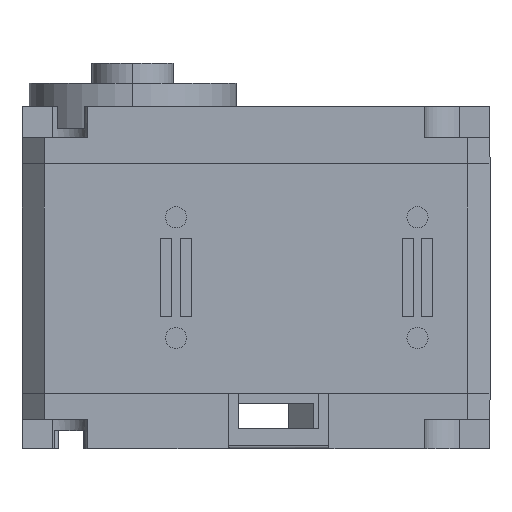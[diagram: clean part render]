
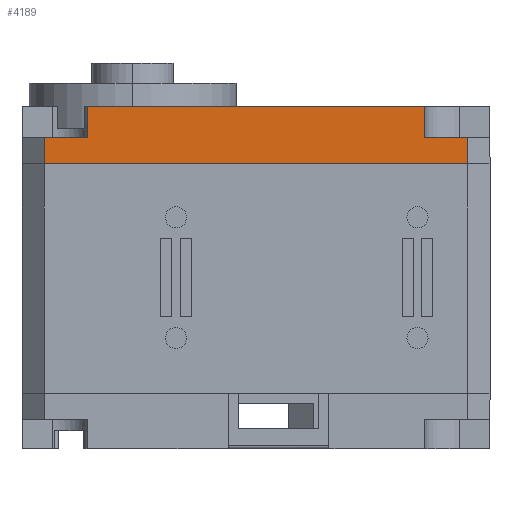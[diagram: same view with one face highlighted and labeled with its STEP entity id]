
A CAD part, left-side view. The second image highlights one B-rep face of the part: STEP entity #4189.
In plain terms, the highlighted planar face has unit normal (-1, 0, 0).
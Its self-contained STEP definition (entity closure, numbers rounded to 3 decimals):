
#265 = CARTESIAN_POINT ( 'NONE',  ( -14.5, -6.5, 5.7 ) ) ;
#374 = LINE ( 'NONE', #6701, #942 ) ;
#396 = VECTOR ( 'NONE', #7320, 1000. ) ;
#824 = CARTESIAN_POINT ( 'NONE',  ( -14.5, -2.2, 0. ) ) ;
#888 = EDGE_CURVE ( 'NONE', #8934, #8899, #14003, .T. ) ;
#942 = VECTOR ( 'NONE', #5534, 1000. ) ;
#1291 = ORIENTED_EDGE ( 'NONE', *, *, #3057, .T. ) ;
#2113 = CARTESIAN_POINT ( 'NONE',  ( -14.5, -6.5, -9.192 ) ) ;
#2192 = LINE ( 'NONE', #2113, #15829 ) ;
#2331 = EDGE_CURVE ( 'NONE', #8934, #10701, #374, .T. ) ;
#2748 = DIRECTION ( 'NONE',  ( 0., 1., 0. ) ) ;
#3057 = EDGE_CURVE ( 'NONE', #10400, #13901, #6126, .T. ) ;
#3358 = CARTESIAN_POINT ( 'NONE',  ( -14.5, -2.2, 5.7 ) ) ;
#3371 = CARTESIAN_POINT ( 'NONE',  ( -14.5, -2.2, 2.6 ) ) ;
#3797 = LINE ( 'NONE', #6574, #15181 ) ;
#3845 = PLANE ( 'NONE',  #5857 ) ;
#4004 = LINE ( 'NONE', #14575, #4062 ) ;
#4062 = VECTOR ( 'NONE', #10555, 1000. ) ;
#4127 = DIRECTION ( 'NONE',  ( 0., -1., 0. ) ) ;
#4189 = ADVANCED_FACE ( 'NONE', ( #12802 ), #3845, .F. ) ;
#5168 = ORIENTED_EDGE ( 'NONE', *, *, #2331, .T. ) ;
#5173 = CARTESIAN_POINT ( 'NONE',  ( -14.5, -40., 5.7 ) ) ;
#5191 = DIRECTION ( 'NONE',  ( 0., 0., -1. ) ) ;
#5194 = CARTESIAN_POINT ( 'NONE',  ( -14.5, -2.2, 5.7 ) ) ;
#5465 = CARTESIAN_POINT ( 'NONE',  ( -14.5, -40., 2.6 ) ) ;
#5472 = ORIENTED_EDGE ( 'NONE', *, *, #888, .F. ) ;
#5534 = DIRECTION ( 'NONE',  ( 0., 1., 0. ) ) ;
#5857 = AXIS2_PLACEMENT_3D ( 'NONE', #5194, #7811, #2748 ) ;
#5891 = VERTEX_POINT ( 'NONE', #5173 ) ;
#6006 = CARTESIAN_POINT ( 'NONE',  ( -14.5, -6.5, 2.6 ) ) ;
#6126 = LINE ( 'NONE', #3358, #12816 ) ;
#6431 = DIRECTION ( 'NONE',  ( 0., 0., 1. ) ) ;
#6574 = CARTESIAN_POINT ( 'NONE',  ( -14.5, -2.2, 5.7 ) ) ;
#6617 = CARTESIAN_POINT ( 'NONE',  ( -14.5, -2.2, 0. ) ) ;
#6701 = CARTESIAN_POINT ( 'NONE',  ( -14.5, -40., 2.6 ) ) ;
#7000 = EDGE_CURVE ( 'NONE', #13091, #15256, #2192, .T. ) ;
#7189 = DIRECTION ( 'NONE',  ( 0., 0., 1. ) ) ;
#7320 = DIRECTION ( 'NONE',  ( 0., -1., 0. ) ) ;
#7712 = LINE ( 'NONE', #12857, #8508 ) ;
#7809 = CARTESIAN_POINT ( 'NONE',  ( -14.5, -44.3, 5.7 ) ) ;
#7811 = DIRECTION ( 'NONE',  ( 1., 0., 0. ) ) ;
#8396 = EDGE_LOOP ( 'NONE', ( #5168, #16729, #8599, #16226, #9001, #1291, #10378, #5472 ) ) ;
#8504 = DIRECTION ( 'NONE',  ( 0., 0., -1. ) ) ;
#8508 = VECTOR ( 'NONE', #6431, 1000. ) ;
#8599 = ORIENTED_EDGE ( 'NONE', *, *, #13207, .F. ) ;
#8899 = VERTEX_POINT ( 'NONE', #12695 ) ;
#8934 = VERTEX_POINT ( 'NONE', #11482 ) ;
#9001 = ORIENTED_EDGE ( 'NONE', *, *, #11100, .T. ) ;
#9219 = VECTOR ( 'NONE', #5191, 1000. ) ;
#10378 = ORIENTED_EDGE ( 'NONE', *, *, #14739, .T. ) ;
#10400 = VERTEX_POINT ( 'NONE', #3371 ) ;
#10555 = DIRECTION ( 'NONE',  ( 0., 1., 0. ) ) ;
#10701 = VERTEX_POINT ( 'NONE', #5465 ) ;
#11100 = EDGE_CURVE ( 'NONE', #13091, #10400, #4004, .T. ) ;
#11482 = CARTESIAN_POINT ( 'NONE',  ( -14.5, -44.3, 2.6 ) ) ;
#12384 = LINE ( 'NONE', #824, #396 ) ;
#12695 = CARTESIAN_POINT ( 'NONE',  ( -14.5, -44.3, 0. ) ) ;
#12802 = FACE_OUTER_BOUND ( 'NONE', #8396, .T. ) ;
#12816 = VECTOR ( 'NONE', #8504, 1000. ) ;
#12857 = CARTESIAN_POINT ( 'NONE',  ( -14.5, -40., -9.192 ) ) ;
#13091 = VERTEX_POINT ( 'NONE', #6006 ) ;
#13207 = EDGE_CURVE ( 'NONE', #15256, #5891, #3797, .T. ) ;
#13901 = VERTEX_POINT ( 'NONE', #6617 ) ;
#14003 = LINE ( 'NONE', #7809, #9219 ) ;
#14575 = CARTESIAN_POINT ( 'NONE',  ( -14.5, -6.5, 2.6 ) ) ;
#14739 = EDGE_CURVE ( 'NONE', #13901, #8899, #12384, .T. ) ;
#15181 = VECTOR ( 'NONE', #4127, 1000. ) ;
#15224 = EDGE_CURVE ( 'NONE', #10701, #5891, #7712, .T. ) ;
#15256 = VERTEX_POINT ( 'NONE', #265 ) ;
#15829 = VECTOR ( 'NONE', #7189, 1000. ) ;
#16226 = ORIENTED_EDGE ( 'NONE', *, *, #7000, .F. ) ;
#16729 = ORIENTED_EDGE ( 'NONE', *, *, #15224, .T. ) ;
